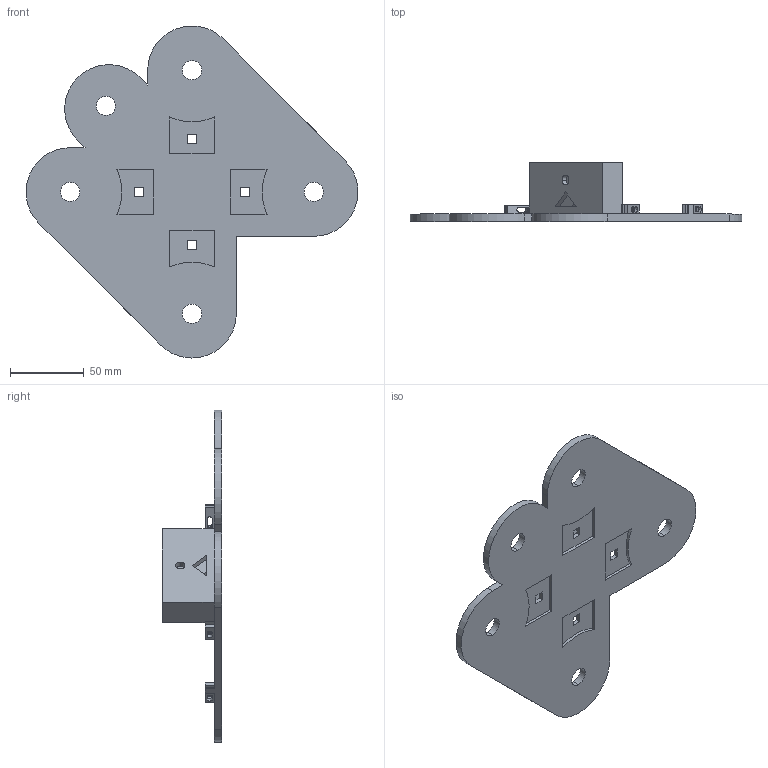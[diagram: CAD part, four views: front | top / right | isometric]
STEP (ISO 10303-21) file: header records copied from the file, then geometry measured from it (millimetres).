
FILE_DESCRIPTION (( 'STEP AP214' ), '1' );
FILE_NAME ('Plaque_Top.STEP', '2019-02-20T22:17:02', ( '' ), ( '' ), 'SwSTEP 2.0', 'SolidWorks 2018', '' );
FILE_SCHEMA (( 'AUTOMOTIVE_DESIGN' ));
Length unit declared in the file: millimetre
Products named in the file (1): Plaque_Top
Bounding box: 224.76 x 40 x 224.81 mm (x, y, z)
Volume: 158375.5 mm3; surface area: 75527 mm2
Topology: 1 solids, 1 shells, 163 faces, 459 edges, 306 vertices
Faces by surface type: plane 116, cylinder 47
Entity records: 5365 total; most frequent: CARTESIAN_POINT 929, ORIENTED_EDGE 918, DIRECTION 881, EDGE_CURVE 459, VECTOR 365, LINE 365, VERTEX_POINT 306, AXIS2_PLACEMENT_3D 258
